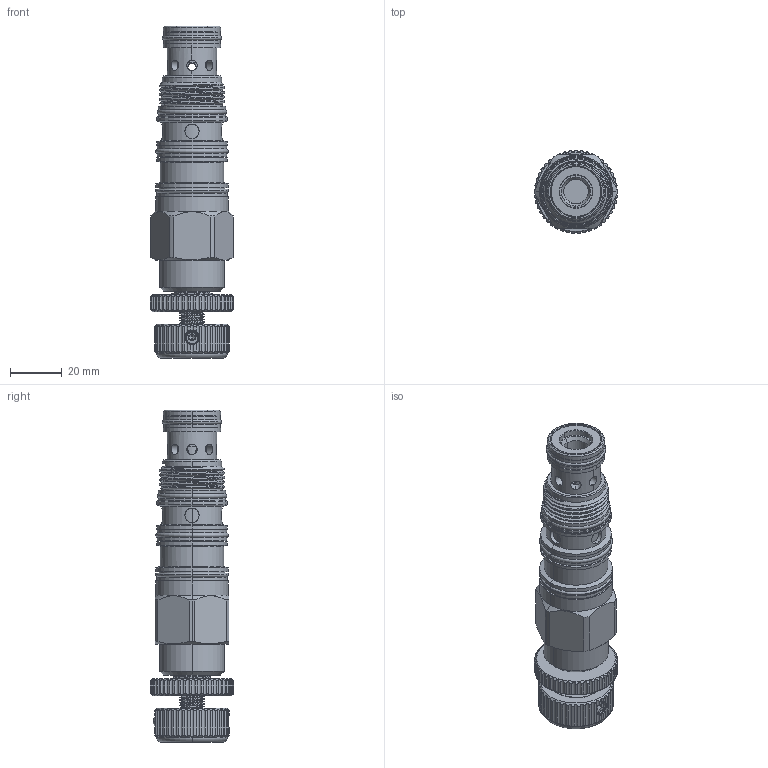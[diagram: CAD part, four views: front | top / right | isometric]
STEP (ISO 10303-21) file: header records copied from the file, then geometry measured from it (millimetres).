
FILE_DESCRIPTION (( 'STEP AP203' ), '1' );
FILE_NAME ('PW22A40(43)(45)-K.STEP', '2020-03-23T06:12:30', ( '' ), ( '' ), 'SwSTEP 2.0', 'SolidWorks 2018', '' );
FILE_SCHEMA (( 'CONFIG_CONTROL_DESIGN' ));
Length unit declared in the file: millimetre
Products named in the file (1): PW22A40(43)(45)-K
Bounding box: 32.2 x 32.18 x 128.59 mm (x, y, z)
Volume: 62710.8 mm3; surface area: 24390.9 mm2
Topology: 14 solids, 18 shells, 993 faces, 2670 edges, 1696 vertices
Faces by surface type: cylinder 516, plane 228, cone 99, torus 86, bspline 60, sphere 4
Entity records: 65690 total; most frequent: CARTESIAN_POINT 42400, ORIENTED_EDGE 5276, DIRECTION 4377, EDGE_CURVE 2638, AXIS2_PLACEMENT_3D 1722, VERTEX_POINT 1690, EDGE_LOOP 1072, ADVANCED_FACE 993
